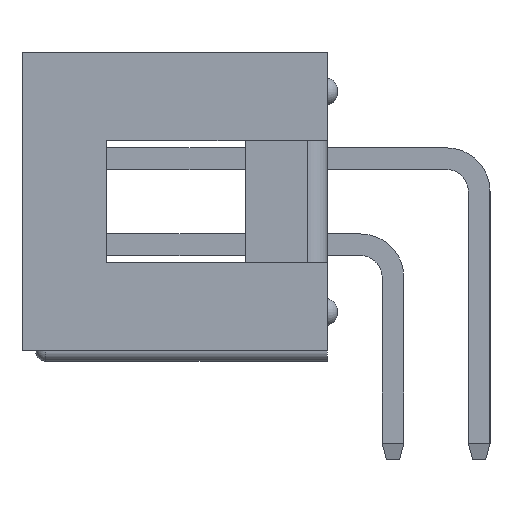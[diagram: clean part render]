
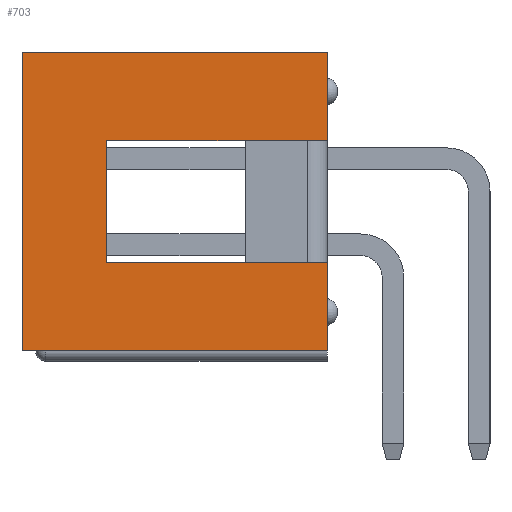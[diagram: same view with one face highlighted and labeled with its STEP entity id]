
A CAD part, left-side view. The second image highlights one B-rep face of the part: STEP entity #703.
In plain terms, the highlighted planar face has unit normal (-1, 0, 0).
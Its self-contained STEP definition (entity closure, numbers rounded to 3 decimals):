
#703=ADVANCED_FACE('',(#4711),#4713,.T.);
#4711=FACE_BOUND('',#4712,.T.);
#4712=EDGE_LOOP('',(#7944,#7945,#7946,#7947,#7948,#7949,#7950,#7951));
#4713=PLANE('',#4714);
#4714=AXIS2_PLACEMENT_3D('',#4715,#4716,#4717);
#4715=CARTESIAN_POINT('',(-5.22,5.67,0.3));
#4716=DIRECTION('',(-1.,0.,0.));
#4717=DIRECTION('',(0.,-1.,0.));
#7944=ORIENTED_EDGE('',*,*,#9954,.T.);
#7945=ORIENTED_EDGE('',*,*,#9955,.T.);
#7946=ORIENTED_EDGE('',*,*,#9956,.T.);
#7947=ORIENTED_EDGE('',*,*,#9957,.T.);
#7948=ORIENTED_EDGE('',*,*,#9936,.T.);
#7949=ORIENTED_EDGE('',*,*,#9952,.F.);
#7950=ORIENTED_EDGE('',*,*,#9958,.F.);
#7951=ORIENTED_EDGE('',*,*,#9959,.T.);
#9936=EDGE_CURVE('',#10948,#10946,#10949,.T.);
#9952=EDGE_CURVE('',#10977,#10946,#10979,.T.);
#9954=EDGE_CURVE('',#10981,#10982,#10983,.F.);
#9955=EDGE_CURVE('',#10982,#10984,#10985,.F.);
#9956=EDGE_CURVE('',#10984,#10986,#10987,.F.);
#9957=EDGE_CURVE('',#10986,#10948,#10988,.T.);
#9958=EDGE_CURVE('',#10989,#10977,#10990,.T.);
#9959=EDGE_CURVE('',#10989,#10981,#10991,.T.);
#10946=VERTEX_POINT('',#12576);
#10948=VERTEX_POINT('',#12580);
#10949=LINE('',#12581,#12582);
#10977=VERTEX_POINT('',#12639);
#10979=LINE('',#12643,#12644);
#10981=VERTEX_POINT('',#12649);
#10982=VERTEX_POINT('',#12650);
#10983=LINE('',#12651,#12652);
#10984=VERTEX_POINT('',#12654);
#10985=LINE('',#12655,#12656);
#10986=VERTEX_POINT('',#12658);
#10987=LINE('',#12659,#12660);
#10988=LINE('',#12662,#12663);
#10989=VERTEX_POINT('',#12665);
#10990=LINE('',#12666,#12667);
#10991=LINE('',#12669,#12670);
#12576=CARTESIAN_POINT('',(-5.22,-3.13,9.3));
#12580=CARTESIAN_POINT('',(-5.22,-3.13,0.3));
#12581=CARTESIAN_POINT('',(-5.22,-3.13,0.3));
#12582=VECTOR('',#12583,1.);
#12583=DIRECTION('',(0.,0.,1.));
#12639=CARTESIAN_POINT('',(-5.22,5.67,9.3));
#12643=CARTESIAN_POINT('',(-5.22,5.67,9.3));
#12644=VECTOR('',#12645,1.);
#12645=DIRECTION('',(0.,-1.,0.));
#12649=CARTESIAN_POINT('',(-5.22,3.07,0.3));
#12650=CARTESIAN_POINT('',(-5.22,3.07,6.8));
#12651=CARTESIAN_POINT('',(-5.22,3.07,6.8));
#12652=VECTOR('',#12653,1.);
#12653=DIRECTION('',(0.,0.,-1.));
#12654=CARTESIAN_POINT('',(-5.22,-0.53,6.8));
#12655=CARTESIAN_POINT('',(-5.22,-0.53,6.8));
#12656=VECTOR('',#12657,1.);
#12657=DIRECTION('',(0.,1.,0.));
#12658=CARTESIAN_POINT('',(-5.22,-0.53,0.3));
#12659=CARTESIAN_POINT('',(-5.22,-0.53,0.3));
#12660=VECTOR('',#12661,1.);
#12661=DIRECTION('',(0.,0.,1.));
#12662=CARTESIAN_POINT('',(-5.22,-0.53,0.3));
#12663=VECTOR('',#12664,1.);
#12664=DIRECTION('',(0.,-1.,0.));
#12665=CARTESIAN_POINT('',(-5.22,5.67,0.3));
#12666=CARTESIAN_POINT('',(-5.22,5.67,0.3));
#12667=VECTOR('',#12668,1.);
#12668=DIRECTION('',(0.,0.,1.));
#12669=CARTESIAN_POINT('',(-5.22,5.67,0.3));
#12670=VECTOR('',#12671,1.);
#12671=DIRECTION('',(0.,-1.,0.));
